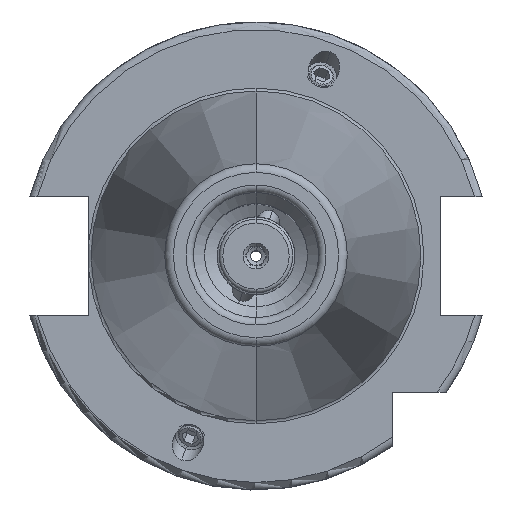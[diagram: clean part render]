
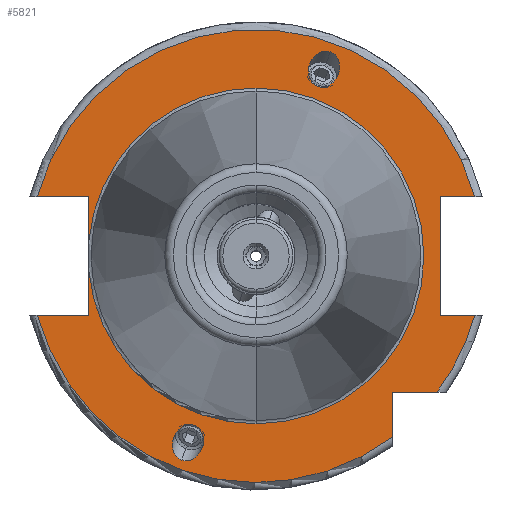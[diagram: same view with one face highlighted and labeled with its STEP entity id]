
A CAD part, top view. The second image highlights one B-rep face of the part: STEP entity #5821.
In plain terms, the highlighted planar face has unit normal (0, 0, 1).
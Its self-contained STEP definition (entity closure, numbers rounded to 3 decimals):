
#1307=CARTESIAN_POINT('',(0,0,15.9));
#1308=DIRECTION('',(0,0,1));
#1309=DIRECTION('',(0.965,0.262,0));
#1310=AXIS2_PLACEMENT_3D('',#1307,#1308,#1309);
#1358=CARTESIAN_POINT('',(0,0,15.9));
#1359=DIRECTION('',(0,0,1));
#1360=DIRECTION('',(-0.965,-0.262,0));
#1361=AXIS2_PLACEMENT_3D('',#1358,#1359,#1360);
#1374=DIRECTION('',(1,0,0));
#1375=VECTOR('',#1374,7.004);
#1376=CARTESIAN_POINT('',(-29.704,-8.05,15.9));
#1377=LINE('',#1376,#1375);
#1378=DIRECTION('',(0,1,0));
#1379=VECTOR('',#1378,5.917);
#1380=CARTESIAN_POINT('',(-22.7,-8.05,15.9));
#1381=LINE('',#1380,#1379);
#1382=DIRECTION('',(0,1,0));
#1383=VECTOR('',#1382,5.917);
#1384=CARTESIAN_POINT('',(-22.7,2.133,15.9));
#1385=LINE('',#1384,#1383);
#1386=DIRECTION('',(1,0,0));
#1387=VECTOR('',#1386,7.004);
#1388=CARTESIAN_POINT('',(-29.704,8.05,15.9));
#1389=LINE('',#1388,#1387);
#1390=DIRECTION('',(-1,0,0));
#1391=VECTOR('',#1390,4.704);
#1392=CARTESIAN_POINT('',(29.704,8.05,15.9));
#1393=LINE('',#1392,#1391);
#1394=DIRECTION('',(0,-1,0));
#1395=VECTOR('',#1394,16.1);
#1396=CARTESIAN_POINT('',(25,8.05,15.9));
#1397=LINE('',#1396,#1395);
#1398=DIRECTION('',(-1,0,0));
#1399=VECTOR('',#1398,4.704);
#1400=CARTESIAN_POINT('',(29.704,-8.05,15.9));
#1401=LINE('',#1400,#1399);
#1402=CARTESIAN_POINT('',(0,0,15.9));
#1403=DIRECTION('',(0,0,1));
#1404=DIRECTION('',(0.799,-0.601,0));
#1405=AXIS2_PLACEMENT_3D('',#1402,#1403,#1404);
#1407=DIRECTION('',(-1,0,0));
#1408=VECTOR('',#1407,6.094);
#1409=CARTESIAN_POINT('',(24.594,-18.5,15.9));
#1410=LINE('',#1409,#1408);
#1411=DIRECTION('',(0,1,0));
#1412=VECTOR('',#1411,6.094);
#1413=CARTESIAN_POINT('',(18.5,-24.594,15.9));
#1414=LINE('',#1413,#1412);
#1415=CARTESIAN_POINT('',(10.09,27.723,15.9));
#1416=CARTESIAN_POINT('',(9.863,27.806,15.9));
#1417=CARTESIAN_POINT('',(9.337,27.884,15.9));
#1418=CARTESIAN_POINT('',(8.455,27.594,15.9));
#1419=CARTESIAN_POINT('',(7.834,27.033,15.9));
#1420=CARTESIAN_POINT('',(7.483,26.49,15.9));
#1421=CARTESIAN_POINT('',(7.298,26.077,15.9));
#1422=CARTESIAN_POINT('',(7.174,25.641,15.9));
#1423=CARTESIAN_POINT('',(7.094,25.,15.9));
#1424=CARTESIAN_POINT('',(7.208,24.17,15.9));
#1425=CARTESIAN_POINT('',(7.698,23.381,15.9));
#1426=CARTESIAN_POINT('',(8.152,23.103,15.9));
#1427=CARTESIAN_POINT('',(8.379,23.02,15.9));
#1429=CARTESIAN_POINT('',(8.379,23.02,15.9));
#1430=CARTESIAN_POINT('',(8.606,22.937,15.9));
#1431=CARTESIAN_POINT('',(9.133,22.859,15.9));
#1432=CARTESIAN_POINT('',(10.014,23.149,15.9));
#1433=CARTESIAN_POINT('',(10.635,23.711,15.9));
#1434=CARTESIAN_POINT('',(10.986,24.253,15.9));
#1435=CARTESIAN_POINT('',(11.171,24.667,15.9));
#1436=CARTESIAN_POINT('',(11.295,25.103,15.9));
#1437=CARTESIAN_POINT('',(11.375,25.744,15.9));
#1438=CARTESIAN_POINT('',(11.261,26.573,15.9));
#1439=CARTESIAN_POINT('',(10.771,27.362,15.9));
#1440=CARTESIAN_POINT('',(10.318,27.641,15.9));
#1441=CARTESIAN_POINT('',(10.09,27.723,15.9));
#1443=CARTESIAN_POINT('',(-10.09,-27.723,15.9));
#1444=CARTESIAN_POINT('',(-10.318,-27.641,15.9));
#1445=CARTESIAN_POINT('',(-10.771,-27.362,15.9));
#1446=CARTESIAN_POINT('',(-11.261,-26.573,15.9));
#1447=CARTESIAN_POINT('',(-11.375,-25.744,15.9));
#1448=CARTESIAN_POINT('',(-11.295,-25.103,15.9));
#1449=CARTESIAN_POINT('',(-11.171,-24.667,15.9));
#1450=CARTESIAN_POINT('',(-10.986,-24.253,15.9));
#1451=CARTESIAN_POINT('',(-10.635,-23.711,15.9));
#1452=CARTESIAN_POINT('',(-10.014,-23.149,15.9));
#1453=CARTESIAN_POINT('',(-9.133,-22.859,15.9));
#1454=CARTESIAN_POINT('',(-8.606,-22.937,15.9));
#1455=CARTESIAN_POINT('',(-8.379,-23.02,15.9));
#1457=CARTESIAN_POINT('',(-8.379,-23.02,15.9));
#1458=CARTESIAN_POINT('',(-8.152,-23.103,15.9));
#1459=CARTESIAN_POINT('',(-7.698,-23.381,15.9));
#1460=CARTESIAN_POINT('',(-7.208,-24.17,15.9));
#1461=CARTESIAN_POINT('',(-7.094,-25.,15.9));
#1462=CARTESIAN_POINT('',(-7.174,-25.641,15.9));
#1463=CARTESIAN_POINT('',(-7.298,-26.077,15.9));
#1464=CARTESIAN_POINT('',(-7.483,-26.49,15.9));
#1465=CARTESIAN_POINT('',(-7.834,-27.033,15.9));
#1466=CARTESIAN_POINT('',(-8.455,-27.594,15.9));
#1467=CARTESIAN_POINT('',(-9.337,-27.884,15.9));
#1468=CARTESIAN_POINT('',(-9.863,-27.806,15.9));
#1469=CARTESIAN_POINT('',(-10.09,-27.723,15.9));
#1481=CARTESIAN_POINT('',(0,0,15.9));
#1482=DIRECTION('',(0,0,1));
#1483=DIRECTION('',(0,1,0));
#1484=AXIS2_PLACEMENT_3D('',#1481,#1482,#1483);
#1496=CARTESIAN_POINT('',(0,0,15.9));
#1497=DIRECTION('',(0,0,1));
#1498=DIRECTION('',(-0.996,-0.094,0));
#1499=AXIS2_PLACEMENT_3D('',#1496,#1497,#1498);
#1501=CARTESIAN_POINT('',(0,0,15.9));
#1502=DIRECTION('',(0,0,-1));
#1503=DIRECTION('',(0,1,0));
#1504=AXIS2_PLACEMENT_3D('',#1501,#1502,#1503);
#3712=CARTESIAN_POINT('',(0,22.8,15.9));
#3714=VERTEX_POINT('',#3712);
#3734=CARTESIAN_POINT('',(0,-22.8,15.9));
#3736=VERTEX_POINT('',#3734);
#3882=CARTESIAN_POINT('',(-29.704,-8.05,15.9));
#3883=CARTESIAN_POINT('',(-22.7,-8.05,15.9));
#3884=VERTEX_POINT('',#3882);
#3885=VERTEX_POINT('',#3883);
#3886=CARTESIAN_POINT('',(-22.7,-2.133,15.9));
#3887=VERTEX_POINT('',#3886);
#3888=CARTESIAN_POINT('',(-22.7,2.133,15.9));
#3889=CARTESIAN_POINT('',(-22.7,8.05,15.9));
#3890=VERTEX_POINT('',#3888);
#3891=VERTEX_POINT('',#3889);
#3892=CARTESIAN_POINT('',(-29.704,8.05,15.9));
#3893=VERTEX_POINT('',#3892);
#3894=CARTESIAN_POINT('',(25,8.05,15.9));
#3895=CARTESIAN_POINT('',(25,-8.05,15.9));
#3896=VERTEX_POINT('',#3894);
#3897=VERTEX_POINT('',#3895);
#3898=CARTESIAN_POINT('',(29.704,-8.05,15.9));
#3899=VERTEX_POINT('',#3898);
#3900=CARTESIAN_POINT('',(29.704,8.05,15.9));
#3901=VERTEX_POINT('',#3900);
#3902=CARTESIAN_POINT('',(18.5,-24.594,15.9));
#3903=CARTESIAN_POINT('',(18.5,-18.5,15.9));
#3904=VERTEX_POINT('',#3902);
#3905=VERTEX_POINT('',#3903);
#3906=CARTESIAN_POINT('',(24.594,-18.5,15.9));
#3907=VERTEX_POINT('',#3906);
#3958=VERTEX_POINT('',#1415);
#3959=VERTEX_POINT('',#1427);
#4009=CARTESIAN_POINT('',(-10.09,-27.723,15.9));
#4011=VERTEX_POINT('',#4009);
#4012=CARTESIAN_POINT('',(-8.379,-23.02,15.9));
#4013=VERTEX_POINT('',#4012);
#5782=CARTESIAN_POINT('',(0,0,15.9));
#5783=DIRECTION('',(0,0,-1));
#5784=DIRECTION('',(0,-1,0));
#5785=AXIS2_PLACEMENT_3D('',#5782,#5783,#5784);
#5786=PLANE('',#5785);
#5787=ORIENTED_EDGE('',*,*,#5159,.T.);
#5788=ORIENTED_EDGE('',*,*,#5198,.T.);
#5790=ORIENTED_EDGE('',*,*,#5789,.T.);
#5792=ORIENTED_EDGE('',*,*,#5791,.F.);
#5794=ORIENTED_EDGE('',*,*,#5793,.T.);
#5795=ORIENTED_EDGE('',*,*,#5194,.T.);
#5796=ORIENTED_EDGE('',*,*,#5232,.F.);
#5797=ORIENTED_EDGE('',*,*,#5760,.F.);
#5799=ORIENTED_EDGE('',*,*,#5798,.T.);
#5801=ORIENTED_EDGE('',*,*,#5800,.T.);
#5802=ORIENTED_EDGE('',*,*,#5308,.F.);
#5803=ORIENTED_EDGE('',*,*,#5750,.F.);
#5804=ORIENTED_EDGE('',*,*,#5365,.T.);
#5805=ORIENTED_EDGE('',*,*,#5416,.F.);
#5806=ORIENTED_EDGE('',*,*,#5776,.F.);
#5807=EDGE_LOOP('',(#5787,#5788,#5790,#5792,#5794,#5795,#5796,#5797,#5799,#5801,
#5802,#5803,#5804,#5805,#5806));
#5808=FACE_OUTER_BOUND('',#5807,.F.);
#5810=ORIENTED_EDGE('',*,*,#5809,.T.);
#5812=ORIENTED_EDGE('',*,*,#5811,.T.);
#5813=EDGE_LOOP('',(#5810,#5812));
#5814=FACE_BOUND('',#5813,.F.);
#5816=ORIENTED_EDGE('',*,*,#5815,.F.);
#5818=ORIENTED_EDGE('',*,*,#5817,.F.);
#5819=EDGE_LOOP('',(#5816,#5818));
#5820=FACE_BOUND('',#5819,.F.);
#5821=ADVANCED_FACE('',(#5808,#5814,#5820),#5786,.F.);
#1311=CIRCLE('',#1310,30.775);
#1362=CIRCLE('',#1361,30.775);
#1406=CIRCLE('',#1405,30.775);
#1428=B_SPLINE_CURVE_WITH_KNOTS('',3,(#1415,#1416,#1417,#1418,#1419,#1420,#1421,
#1422,#1423,#1424,#1425,#1426,#1427),.UNSPECIFIED.,.F.,.F.,(4,1,1,1,1,1,1,1,1,1,
4),(0,0.125,0.25,0.375,0.438,0.5,0.563,0.625,0.75,0.875,
1.0),.UNSPECIFIED.);
#1442=B_SPLINE_CURVE_WITH_KNOTS('',3,(#1429,#1430,#1431,#1432,#1433,#1434,#1435,
#1436,#1437,#1438,#1439,#1440,#1441),.UNSPECIFIED.,.F.,.F.,(4,1,1,1,1,1,1,1,1,1,
4),(0,0.125,0.25,0.375,0.438,0.5,0.563,0.625,0.75,0.875,
1.0),.UNSPECIFIED.);
#1456=B_SPLINE_CURVE_WITH_KNOTS('',3,(#1443,#1444,#1445,#1446,#1447,#1448,#1449,
#1450,#1451,#1452,#1453,#1454,#1455),.UNSPECIFIED.,.F.,.F.,(4,1,1,1,1,1,1,1,1,1,
4),(0,0.125,0.25,0.375,0.438,0.5,0.563,0.625,0.75,0.875,
1.0),.UNSPECIFIED.);
#1470=B_SPLINE_CURVE_WITH_KNOTS('',3,(#1457,#1458,#1459,#1460,#1461,#1462,#1463,
#1464,#1465,#1466,#1467,#1468,#1469),.UNSPECIFIED.,.F.,.F.,(4,1,1,1,1,1,1,1,1,1,
4),(0,0.125,0.25,0.375,0.438,0.5,0.563,0.625,0.75,0.875,
1.0),.UNSPECIFIED.);
#1485=CIRCLE('',#1484,22.8);
#1500=CIRCLE('',#1499,22.8);
#1505=CIRCLE('',#1504,22.8);
#5159=EDGE_CURVE('',#3884,#3885,#1377,.T.);
#5194=EDGE_CURVE('',#3890,#3891,#1385,.T.);
#5198=EDGE_CURVE('',#3885,#3887,#1381,.T.);
#5232=EDGE_CURVE('',#3893,#3891,#1389,.T.);
#5308=EDGE_CURVE('',#3899,#3897,#1401,.T.);
#5365=EDGE_CURVE('',#3907,#3905,#1410,.T.);
#5416=EDGE_CURVE('',#3904,#3905,#1414,.T.);
#5750=EDGE_CURVE('',#3907,#3899,#1406,.T.);
#5760=EDGE_CURVE('',#3901,#3893,#1311,.T.);
#5776=EDGE_CURVE('',#3884,#3904,#1362,.T.);
#5789=EDGE_CURVE('',#3887,#3736,#1500,.T.);
#5791=EDGE_CURVE('',#3714,#3736,#1505,.T.);
#5793=EDGE_CURVE('',#3714,#3890,#1485,.T.);
#5798=EDGE_CURVE('',#3901,#3896,#1393,.T.);
#5800=EDGE_CURVE('',#3896,#3897,#1397,.T.);
#5809=EDGE_CURVE('',#3958,#3959,#1428,.T.);
#5811=EDGE_CURVE('',#3959,#3958,#1442,.T.);
#5815=EDGE_CURVE('',#4011,#4013,#1456,.T.);
#5817=EDGE_CURVE('',#4013,#4011,#1470,.T.);
